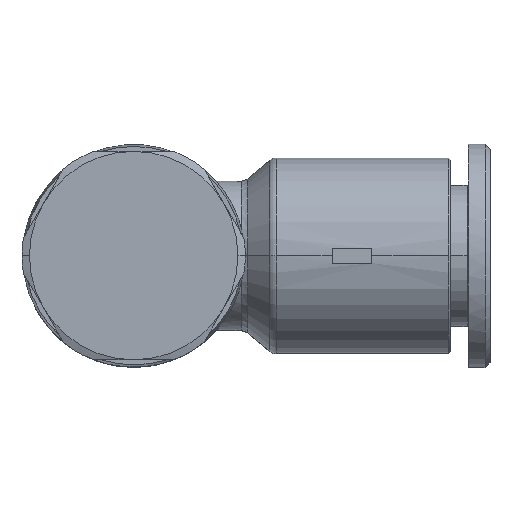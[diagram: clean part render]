
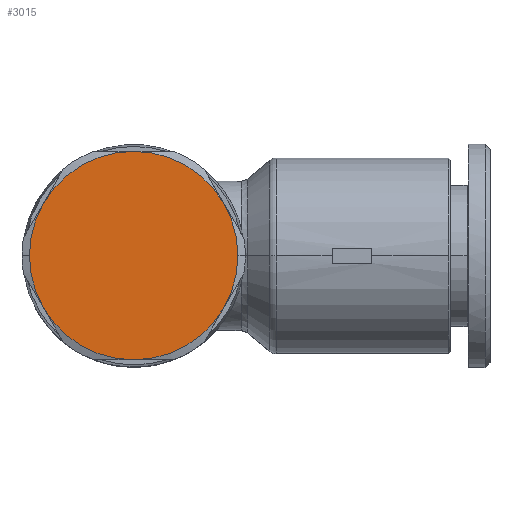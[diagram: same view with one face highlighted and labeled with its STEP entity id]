
A CAD part, top view. The second image highlights one B-rep face of the part: STEP entity #3015.
In plain terms, the highlighted planar face has unit normal (0, 0, 1).
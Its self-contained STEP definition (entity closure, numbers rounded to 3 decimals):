
#1944=CARTESIAN_POINT('',(21.5,0.,13.1));
#1945=VERTEX_POINT('',#1944);
#1952=CARTESIAN_POINT('',(20.093,-5.25,13.1));
#1953=VERTEX_POINT('',#1952);
#1954=CARTESIAN_POINT('',(11.,0.,13.1));
#1955=DIRECTION('',(0.0,0.0,1.0));
#1956=DIRECTION('',(-1.0,0.0,0.0));
#1957=AXIS2_PLACEMENT_3D('',#1954,#1955,#1956);
#1958=CIRCLE('',#1957,10.5);
#1959=EDGE_CURVE('',#1953,#1945,#1958,.T.);
#1983=CARTESIAN_POINT('',(0.5,0.,13.1));
#1984=VERTEX_POINT('',#1983);
#1992=CARTESIAN_POINT('',(1.907,-5.25,13.1));
#1993=VERTEX_POINT('',#1992);
#2007=CARTESIAN_POINT('',(11.,0.,13.1));
#2008=DIRECTION('',(0.0,0.0,1.0));
#2009=DIRECTION('',(-1.0,0.0,0.0));
#2010=AXIS2_PLACEMENT_3D('',#2007,#2008,#2009);
#2011=CIRCLE('',#2010,10.5);
#2012=EDGE_CURVE('',#1984,#1993,#2011,.T.);
#2347=CARTESIAN_POINT('',(1.907,5.25,13.1));
#2348=VERTEX_POINT('',#2347);
#2349=CARTESIAN_POINT('',(11.,0.,13.1));
#2350=DIRECTION('',(0.0,0.0,1.0));
#2351=DIRECTION('',(-1.0,0.0,0.0));
#2352=AXIS2_PLACEMENT_3D('',#2349,#2350,#2351);
#2353=CIRCLE('',#2352,10.5);
#2354=EDGE_CURVE('',#2348,#1984,#2353,.T.);
#2388=CARTESIAN_POINT('',(11.,10.5,13.1));
#2389=VERTEX_POINT('',#2388);
#2425=CARTESIAN_POINT('',(11.,0.,13.1));
#2426=DIRECTION('',(0.0,0.0,1.0));
#2427=DIRECTION('',(-1.0,0.0,0.0));
#2428=AXIS2_PLACEMENT_3D('',#2425,#2426,#2427);
#2429=CIRCLE('',#2428,10.5);
#2430=EDGE_CURVE('',#2389,#2348,#2429,.T.);
#2455=CARTESIAN_POINT('',(20.093,5.25,13.1));
#2456=VERTEX_POINT('',#2455);
#2457=CARTESIAN_POINT('',(11.,0.,13.1));
#2458=DIRECTION('',(0.0,0.0,1.0));
#2459=DIRECTION('',(-1.0,0.0,0.0));
#2460=AXIS2_PLACEMENT_3D('',#2457,#2458,#2459);
#2461=CIRCLE('',#2460,10.5);
#2462=EDGE_CURVE('',#2456,#2389,#2461,.T.);
#2517=CARTESIAN_POINT('',(11.,0.,13.1));
#2518=DIRECTION('',(0.0,0.0,1.0));
#2519=DIRECTION('',(-1.0,0.0,0.0));
#2520=AXIS2_PLACEMENT_3D('',#2517,#2518,#2519);
#2521=CIRCLE('',#2520,10.5);
#2522=EDGE_CURVE('',#1945,#2456,#2521,.T.);
#2547=CARTESIAN_POINT('',(11.,-10.5,13.1));
#2548=VERTEX_POINT('',#2547);
#2549=CARTESIAN_POINT('',(11.,0.,13.1));
#2550=DIRECTION('',(0.0,0.0,1.0));
#2551=DIRECTION('',(-1.0,0.0,0.0));
#2552=AXIS2_PLACEMENT_3D('',#2549,#2550,#2551);
#2553=CIRCLE('',#2552,10.5);
#2554=EDGE_CURVE('',#2548,#1953,#2553,.T.);
#2601=CARTESIAN_POINT('',(11.,0.,13.1));
#2602=DIRECTION('',(0.0,0.0,1.0));
#2603=DIRECTION('',(-1.0,0.0,0.0));
#2604=AXIS2_PLACEMENT_3D('',#2601,#2602,#2603);
#2605=CIRCLE('',#2604,10.5);
#2606=EDGE_CURVE('',#1993,#2548,#2605,.T.);
#3000=CARTESIAN_POINT('',(11.0,0.,13.1));
#3001=DIRECTION('',(0.0,0.0,1.0));
#3002=DIRECTION('',(-1.0,0.0,0.0));
#3003=AXIS2_PLACEMENT_3D('',#3000,#3001,#3002);
#3004=PLANE('',#3003);
#3005=ORIENTED_EDGE('',*,*,#2606,.T.);
#3006=ORIENTED_EDGE('',*,*,#2554,.T.);
#3007=ORIENTED_EDGE('',*,*,#1959,.T.);
#3008=ORIENTED_EDGE('',*,*,#2522,.T.);
#3009=ORIENTED_EDGE('',*,*,#2462,.T.);
#3010=ORIENTED_EDGE('',*,*,#2430,.T.);
#3011=ORIENTED_EDGE('',*,*,#2354,.T.);
#3012=ORIENTED_EDGE('',*,*,#2012,.T.);
#3013=EDGE_LOOP('',(#3005,#3006,#3007,#3008,#3009,#3010,#3011,#3012));
#3014=FACE_OUTER_BOUND('',#3013,.T.);
#3015=ADVANCED_FACE('',(#3014),#3004,.T.);
